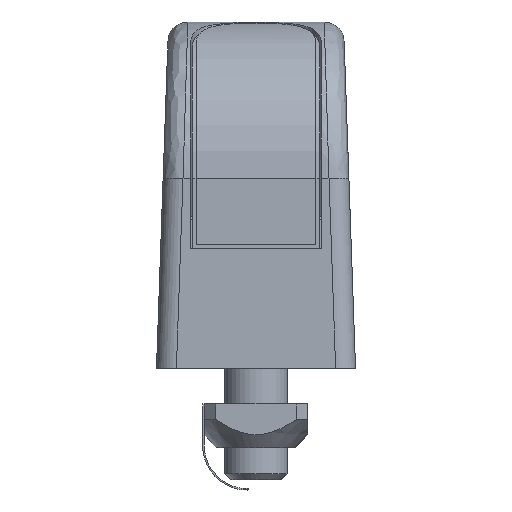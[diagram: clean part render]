
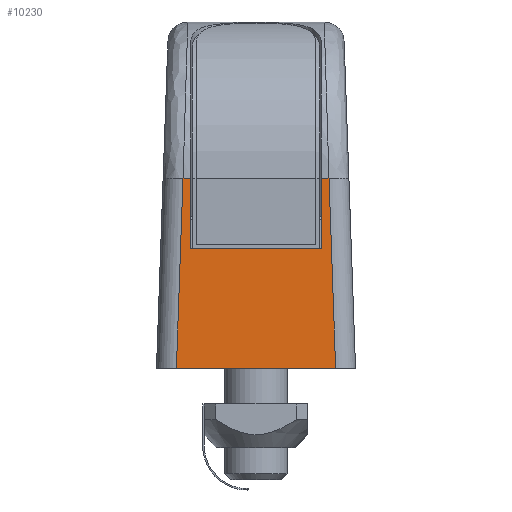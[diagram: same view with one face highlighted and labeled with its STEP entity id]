
A CAD part, front view. The second image highlights one B-rep face of the part: STEP entity #10230.
In plain terms, the highlighted planar face has unit normal (0, -1, 0.018).
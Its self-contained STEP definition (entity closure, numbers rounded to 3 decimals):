
#1248=FACE_OUTER_BOUND('',#1829,.T.);
#1829=EDGE_LOOP('',(#7911,#7912,#7913,#7914,#7915,#7916,#7917,#7918));
#2123=LINE('',#15242,#2906);
#2168=LINE('',#15570,#2951);
#2578=LINE('',#18726,#3361);
#2591=LINE('',#18801,#3374);
#2592=LINE('',#18803,#3375);
#2593=LINE('',#18805,#3376);
#2594=LINE('',#18806,#3377);
#2595=LINE('',#18807,#3378);
#2906=VECTOR('',#11852,8.82);
#2951=VECTOR('',#12011,23.837);
#3361=VECTOR('',#13285,20.);
#3374=VECTOR('',#13340,23.837);
#3375=VECTOR('',#13341,0.968);
#3376=VECTOR('',#13342,8.82);
#3377=VECTOR('',#13343,16.4);
#3378=VECTOR('',#13344,0.968);
#3897=VERTEX_POINT('',#15239);
#3898=VERTEX_POINT('',#15241);
#3941=VERTEX_POINT('',#15558);
#3945=VERTEX_POINT('',#15567);
#4382=VERTEX_POINT('',#18725);
#4413=VERTEX_POINT('',#18800);
#4414=VERTEX_POINT('',#18802);
#4415=VERTEX_POINT('',#18804);
#4866=EDGE_CURVE('',#3897,#3898,#2123,.T.);
#4944=EDGE_CURVE('',#3941,#3945,#2168,.T.);
#5615=EDGE_CURVE('',#4382,#3945,#2578,.F.);
#5649=EDGE_CURVE('',#4413,#4382,#2591,.T.);
#5650=EDGE_CURVE('',#4414,#4413,#2592,.T.);
#5651=EDGE_CURVE('',#4414,#4415,#2593,.T.);
#5652=EDGE_CURVE('',#4415,#3898,#2594,.T.);
#5653=EDGE_CURVE('',#3897,#3941,#2595,.T.);
#7911=ORIENTED_EDGE('',*,*,#5615,.F.);
#7912=ORIENTED_EDGE('',*,*,#5649,.F.);
#7913=ORIENTED_EDGE('',*,*,#5650,.F.);
#7914=ORIENTED_EDGE('',*,*,#5651,.T.);
#7915=ORIENTED_EDGE('',*,*,#5652,.T.);
#7916=ORIENTED_EDGE('',*,*,#4866,.F.);
#7917=ORIENTED_EDGE('',*,*,#5653,.T.);
#7918=ORIENTED_EDGE('',*,*,#4944,.T.);
#9304=PLANE('',#11191);
#10230=ADVANCED_FACE('',(#1248),#9304,.T.);
#11191=AXIS2_PLACEMENT_3D('',#18799,#13338,#13339);
#11852=DIRECTION('',(0.,-0.017,-1.));
#12011=DIRECTION('',(-0.035,-0.017,-0.999));
#13285=DIRECTION('',(1.,0.,0.));
#13338=DIRECTION('center_axis',(0.,-1.,
0.017));
#13339=DIRECTION('ref_axis',(0.,-0.017,-1.));
#13340=DIRECTION('',(0.035,-0.017,-0.999));
#13341=DIRECTION('',(1.,0.,0.));
#13342=DIRECTION('',(0.,-0.017,-1.));
#13343=DIRECTION('',(-1.,0.,0.));
#13344=DIRECTION('',(-1.,0.,0.));
#15239=CARTESIAN_POINT('',(-8.2,-77.585,23.819));
#15241=CARTESIAN_POINT('',(-8.2,-77.738,15.));
#15242=CARTESIAN_POINT('',(-8.2,-77.601,22.874));
#15558=CARTESIAN_POINT('',(-9.168,-77.585,23.819));
#15567=CARTESIAN_POINT('',(-10.,-78.,0.));
#15570=CARTESIAN_POINT('',(-9.396,-77.699,17.286));
#18725=CARTESIAN_POINT('',(10.,-78.,0.));
#18726=CARTESIAN_POINT('',(-6.25,-78.,0.));
#18799=CARTESIAN_POINT('Origin',(12.5,-78.,0.));
#18800=CARTESIAN_POINT('',(9.168,-77.585,23.819));
#18801=CARTESIAN_POINT('',(9.396,-77.699,17.286));
#18802=CARTESIAN_POINT('',(8.2,-77.585,23.819));
#18803=CARTESIAN_POINT('',(-6.25,-77.585,23.819));
#18804=CARTESIAN_POINT('',(8.2,-77.738,15.));
#18805=CARTESIAN_POINT('',(8.2,-77.601,22.874));
#18806=CARTESIAN_POINT('',(6.75,-77.738,15.));
#18807=CARTESIAN_POINT('',(6.25,-77.585,23.819));
